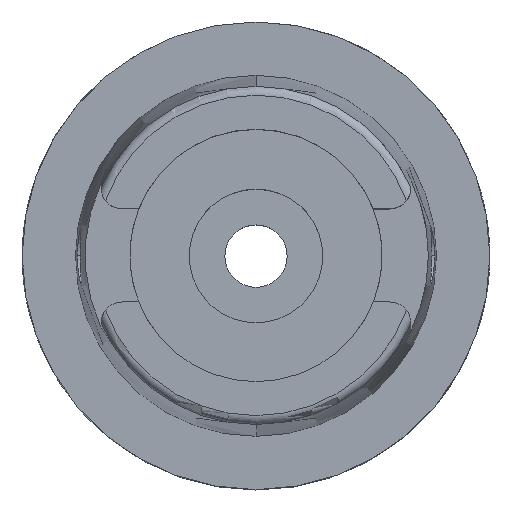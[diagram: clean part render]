
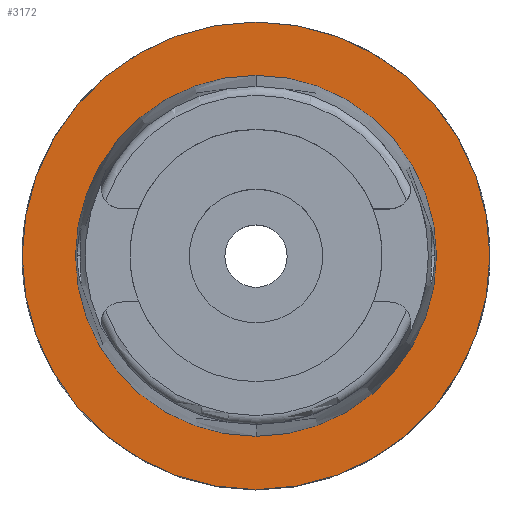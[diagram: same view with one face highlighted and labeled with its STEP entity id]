
A CAD part, top view. The second image highlights one B-rep face of the part: STEP entity #3172.
In plain terms, the highlighted planar face has unit normal (0, 0, 1).
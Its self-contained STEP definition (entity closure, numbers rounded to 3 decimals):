
#660=CARTESIAN_POINT('',(0.,0.,0.));
#661=DIRECTION('',(0.,0.,-1.));
#662=DIRECTION('',(0.,-1.,0.));
#663=AXIS2_PLACEMENT_3D('',#660,#661,#662);
#668=CARTESIAN_POINT('',(0.,0.,0.));
#669=DIRECTION('',(0.,0.,-1.));
#670=DIRECTION('',(0.,1.,0.));
#671=AXIS2_PLACEMENT_3D('',#668,#669,#670);
#676=CARTESIAN_POINT('',(0.,0.,0.));
#677=DIRECTION('',(0.,0.,1.));
#678=DIRECTION('',(0.,-1.,0.));
#679=AXIS2_PLACEMENT_3D('',#676,#677,#678);
#684=CARTESIAN_POINT('',(0.,0.,0.));
#685=DIRECTION('',(0.,0.,1.));
#686=DIRECTION('',(0.,1.,0.));
#687=AXIS2_PLACEMENT_3D('',#684,#685,#686);
#2508=CARTESIAN_POINT('',(0.,-24.315,0.));
#2509=VERTEX_POINT('',#2508);
#2510=CARTESIAN_POINT('',(0.,24.315,0.));
#2511=VERTEX_POINT('',#2510);
#2518=CARTESIAN_POINT('',(0.,-31.5,0.));
#2519=CARTESIAN_POINT('',(0.,31.5,0.));
#2520=VERTEX_POINT('',#2518);
#2521=VERTEX_POINT('',#2519);
#3157=CARTESIAN_POINT('',(0.,0.,0.));
#3158=DIRECTION('',(0.,0.,-1.));
#3159=DIRECTION('',(0.,-1.,0.));
#3160=AXIS2_PLACEMENT_3D('',#3157,#3158,#3159);
#3161=PLANE('',#3160);
#3163=ORIENTED_EDGE('',*,*,#3162,.T.);
#3165=ORIENTED_EDGE('',*,*,#3164,.T.);
#3166=EDGE_LOOP('',(#3163,#3165));
#3167=FACE_OUTER_BOUND('',#3166,.F.);
#3168=ORIENTED_EDGE('',*,*,#3030,.T.);
#3169=ORIENTED_EDGE('',*,*,#3131,.T.);
#3170=EDGE_LOOP('',(#3168,#3169));
#3171=FACE_BOUND('',#3170,.F.);
#664=CIRCLE('',#663,31.5);
#672=CIRCLE('',#671,31.5);
#680=CIRCLE('',#679,24.315);
#688=CIRCLE('',#687,24.315);
#3030=EDGE_CURVE('',#2509,#2511,#680,.T.);
#3131=EDGE_CURVE('',#2511,#2509,#688,.T.);
#3162=EDGE_CURVE('',#2520,#2521,#664,.T.);
#3164=EDGE_CURVE('',#2521,#2520,#672,.T.);
#3172=ADVANCED_FACE('',(#3167,#3171),#3161,.F.);
